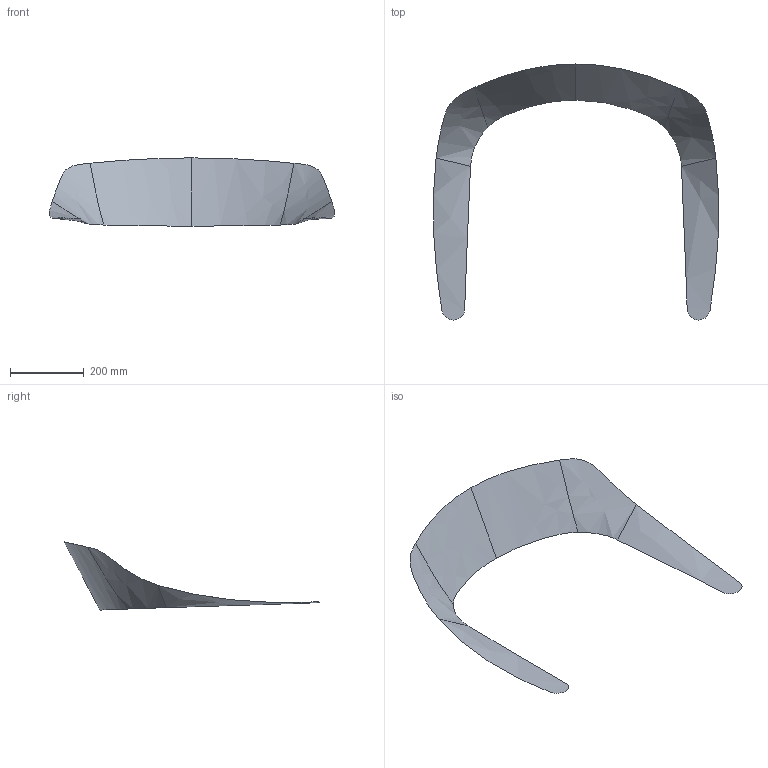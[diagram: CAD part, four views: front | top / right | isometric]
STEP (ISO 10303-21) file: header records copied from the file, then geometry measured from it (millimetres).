
FILE_DESCRIPTION(/* description */ (''),/* implementation_level */ '2;1');
FILE_NAME(/* name */ 'EXPORT~3',/* time_stamp */ '2021-05-20T09:16:48+02:00',/* author */ (''),/* organization */ (''),/* preprocessor_version */ 'ST-DEVELOPER v16.5',/* originating_system */ '',/* authorisation */ '');
FILE_SCHEMA (('CONFIG_CONTROL_DESIGN'));
Length unit declared in the file: millimetre
Products named in the file (1): Document
Bounding box: 774.6 x 695.45 x 185.12 mm (x, y, z)
Surface area: 243838.1 mm2 (no closed solid volume)
Topology: 0 solids, 6 shells, 6 faces, 28 edges, 28 vertices
Faces by surface type: bspline 6
Entity records: 1435 total; most frequent: CARTESIAN_POINT 1200, ORIENTED_EDGE 28, EDGE_CURVE 28, VERTEX_POINT 28, B_SPLINE_CURVE_WITH_KNOTS 25, ORGANIZATION 7, PERSON_AND_ORGANIZATION 7, SHELL_BASED_SURFACE_MODEL 6
